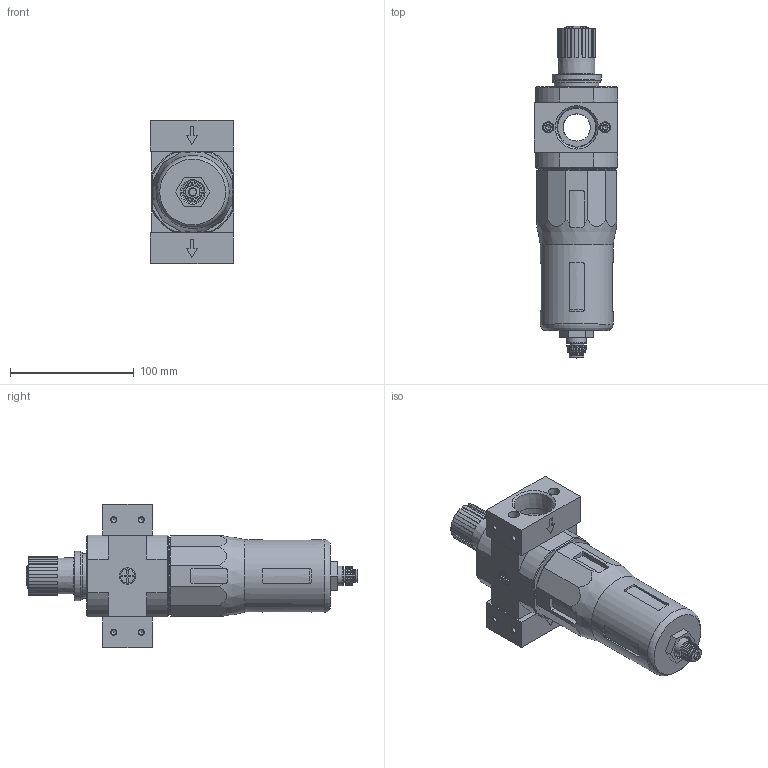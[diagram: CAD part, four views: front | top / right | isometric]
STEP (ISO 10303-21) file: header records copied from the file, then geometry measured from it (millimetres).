
FILE_DESCRIPTION(/* description */ ('STEP AP214'),/* implementation_level */ '2;1');
FILE_NAME(/* name */ '173815_LFR-1-D-O-MAXI-A-NPT',/* time_stamp */ '2024-09-03T20:54:46+02:00',/* author */ ('License CC BY-ND 4.0'),/* organization */ ('CADENAS'),/* preprocessor_version */ 'ST-DEVELOPER v19.3',/* originating_system */ 'PARTsolutions',/* authorisation */ ' ');
FILE_SCHEMA (('AUTOMOTIVE_DESIGN {1 0 10303 214 3 1 1}'));
Length unit declared in the file: millimetre
Products named in the file (9): 173815 LFR-1-D-O-MAXI-A-NPT---(0); 124086 LFR-D-MAXI-A--(0); 714677 PBL-1-D-MAXI-NPT-R--P1; DIN-912 - M5x20(F); 714675 PBL-1-D-MAXI-NPT-L--P1; 398011 LRVS-D-MINI; 125696 LR/LFR-D-MAXI; 373846 LR-MIDI; 526489 MS4-LFR-V
Assembly tree (11 placements, depth 2):
  173815 LFR-1-D-O-MAXI-A-NPT---(0)
    124086 LFR-D-MAXI-A--(0)
    714677 PBL-1-D-MAXI-NPT-R--P1
    DIN-912 - M5x20(F)  x4
    714675 PBL-1-D-MAXI-NPT-L--P1
    398011 LRVS-D-MINI
    125696 LR/LFR-D-MAXI
    373846 LR-MIDI
    526489 MS4-LFR-V
Bounding box: 67.1 x 268.22 x 116 mm (x, y, z)
Volume: 751452.1 mm3; surface area: 101776.4 mm2
Topology: 11 solids, 12 shells, 573 faces, 1365 edges, 862 vertices
Faces by surface type: plane 301, cylinder 128, cone 104, torus 35, sphere 5
Full cylindrical faces by diameter (mm): 2 x1, 4.134 x8, 4.2 x1, 5 x4, 5.3 x4, 6 x1, 6.3 x1, 8.5 x4, 9 x4, 9.5 x1, 9.6 x1, 11 x1, 11.2 x1, 11.4 x1, 11.445 x2, 11.6 x1, 11.8 x1, 13.157 x2, 15.8 x1, 18 x1, 22 x3, 24.9 x1, 26.9 x1, 30 x2, 34 x2, 34.16 x1, 34.376 x1, 36 x1, 38.5 x1, 39.8 x1
Entity records: 16579 total; most frequent: CARTESIAN_POINT 2962, DIRECTION 2292, ORIENTED_EDGE 2086, EDGE_CURVE 1043, AXIS2_PLACEMENT_3D 918, VERTEX_POINT 758, FACE_BOUND 699, EDGE_LOOP 690
